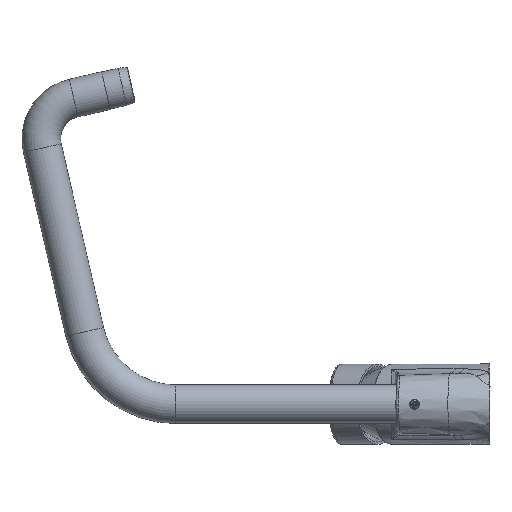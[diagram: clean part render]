
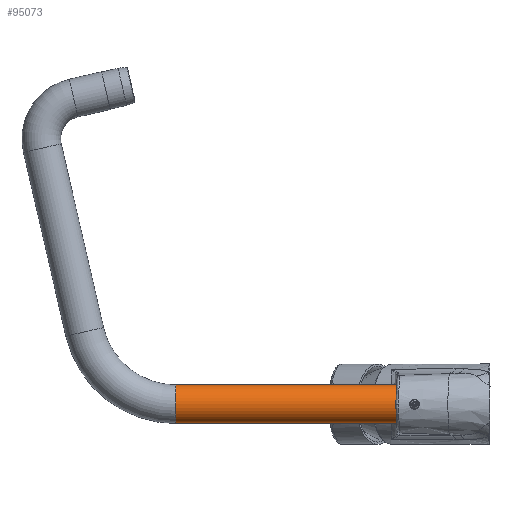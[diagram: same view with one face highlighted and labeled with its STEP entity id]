
A CAD part, left-side view. The second image highlights one B-rep face of the part: STEP entity #95073.
In plain terms, the highlighted cylindrical face has radius 12 mm (diameter 24 mm), a partial arc.
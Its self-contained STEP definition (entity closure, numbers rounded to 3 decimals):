
#4132=DIRECTION('',(0.,1.,0.));
#4133=VECTOR('',#4132,138.5);
#4134=CARTESIAN_POINT('',(-15.,57.622,12.));
#4135=LINE('',#4134,#4133);
#35725=CARTESIAN_POINT('',(-15.,57.622,0.));
#35726=DIRECTION('',(0.,1.,0.));
#35727=DIRECTION('',(0.,0.,-1.));
#35728=AXIS2_PLACEMENT_3D('',#35725,#35726,#35727);
#35730=DIRECTION('',(0.,1.,0.));
#35731=VECTOR('',#35730,138.5);
#35732=CARTESIAN_POINT('',(-15.,57.622,-12.));
#35733=LINE('',#35732,#35731);
#35734=CARTESIAN_POINT('',(-15.,196.122,0.));
#35735=DIRECTION('',(0.,1.,0.));
#35736=DIRECTION('',(0.,0.,-1.));
#35737=AXIS2_PLACEMENT_3D('',#35734,#35735,#35736);
#39401=CARTESIAN_POINT('',(-15.,196.122,12.));
#39402=CARTESIAN_POINT('',(-15.,196.122,-12.));
#39403=VERTEX_POINT('',#39401);
#39404=VERTEX_POINT('',#39402);
#43264=CARTESIAN_POINT('',(-15.,57.622,12.));
#43265=CARTESIAN_POINT('',(-15.,57.622,-12.));
#43266=VERTEX_POINT('',#43264);
#43267=VERTEX_POINT('',#43265);
#95061=CARTESIAN_POINT('',(-15.,57.622,0.));
#95062=DIRECTION('',(0.,1.,0.));
#95063=DIRECTION('',(0.,0.,1.));
#95064=AXIS2_PLACEMENT_3D('',#95061,#95062,#95063);
#95065=CYLINDRICAL_SURFACE('',#95064,12.);
#95066=ORIENTED_EDGE('',*,*,#46748,.F.);
#95067=ORIENTED_EDGE('',*,*,#46724,.T.);
#95069=ORIENTED_EDGE('',*,*,#95068,.T.);
#95070=ORIENTED_EDGE('',*,*,#46721,.F.);
#95071=EDGE_LOOP('',(#95066,#95067,#95069,#95070));
#95072=FACE_OUTER_BOUND('',#95071,.F.);
#95073=ADVANCED_FACE('',(#95072),#95065,.T.);
#35729=CIRCLE('',#35728,12.);
#35738=CIRCLE('',#35737,12.);
#46721=EDGE_CURVE('',#43266,#39403,#4135,.T.);
#46724=EDGE_CURVE('',#43267,#39404,#35733,.T.);
#46748=EDGE_CURVE('',#43267,#43266,#35729,.T.);
#95068=EDGE_CURVE('',#39404,#39403,#35738,.T.);
